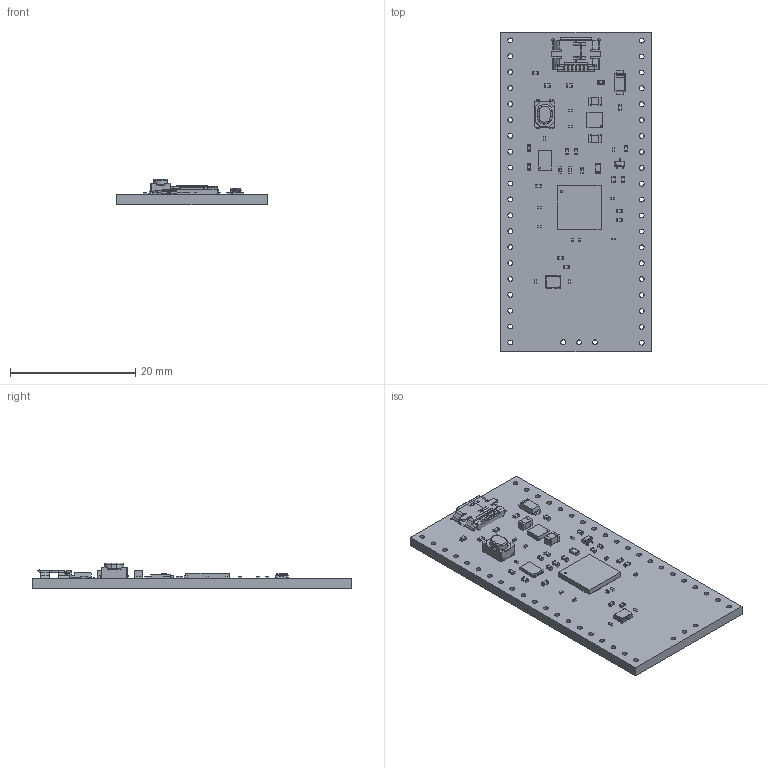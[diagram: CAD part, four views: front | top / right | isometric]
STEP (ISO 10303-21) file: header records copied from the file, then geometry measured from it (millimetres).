
FILE_DESCRIPTION(('KiCad electronic assembly'),'2;1');
FILE_NAME('my-template.step','2025-02-03T05:33:42',('Pcbnew'),('Kicad'), 'Open CASCADE STEP processor 7.8','KiCad to STEP converter','Unknown' );
FILE_SCHEMA(('AUTOMOTIVE_DESIGN { 1 0 10303 214 1 1 1 1 }'));
Length unit declared in the file: millimetre
Products named in the file (32): my-template 1; L_0402_1005Metric; MBR120VLSFT1G; part; R_0402_1005Metric; RP2040; R_0603_1608Metric; RT6150B-33GQW; C_0201_0603Metric; C_0402_1005Metric; DMG1012T; 2DA1774Q-7-F; C_0805_2012Metric; W25Q16JVUXIQ_TR; 434133025816; 434133025816 v4; 47346-0001; 0473460001_1; Oscillator_SMD_SeikoEpson_SG210-4Pin_2.5x2.0mm; LED_0402_1005Metric; my-template_PCB
Assembly tree (59 placements, depth 3):
  my-template 1
    L_0402_1005Metric
      L_0402_1005Metric
    MBR120VLSFT1G
      part
    R_0402_1005Metric  x14
      R_0402_1005Metric
    RP2040
      part
    R_0603_1608Metric
      R_0603_1608Metric
    RT6150B-33GQW
      RT6150B-33GQW
    C_0201_0603Metric  x12
      C_0201_0603Metric
    C_0402_1005Metric  x4
      C_0402_1005Metric
    DMG1012T
      2DA1774Q-7-F
    C_0805_2012Metric  x2
      C_0805_2012Metric
    W25Q16JVUXIQ_TR
      part
    434133025816
      434133025816 v4
    47346-0001
      0473460001_1
    Oscillator_SMD_SeikoEpson_SG210-4Pin_2.5x2.0mm
      Oscillator_SMD_SeikoEpson_SG210-4Pin_2.5x2.0mm
    LED_0402_1005Metric
      LED_0402_1005Metric
    my-template_PCB
Bounding box: 24 x 51 x 4.15 mm (x, y, z)
Volume: 2068.9 mm3; surface area: 3510.2 mm2
Topology: 138 solids, 138 shells, 2246 faces, 5698 edges, 3808 vertices
Faces by surface type: plane 1633, cylinder 603, bspline 4, sphere 4, torus 2
Full cylindrical faces by diameter (mm): 0.155 x1, 0.351 x1, 0.762 x43
Entity records: 51142 total; most frequent: CARTESIAN_POINT 8256, DIRECTION 7390, ORIENTED_EDGE 7380, EDGE_CURVE 3690, LINE 3070, VECTOR 3070, VERTEX_POINT 2428, AXIS2_PLACEMENT_3D 2160
